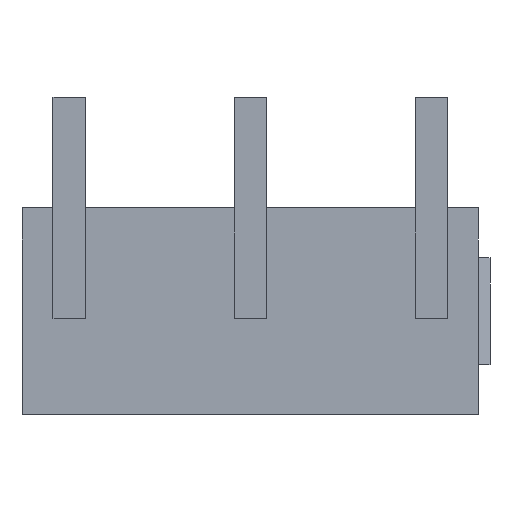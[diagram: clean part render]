
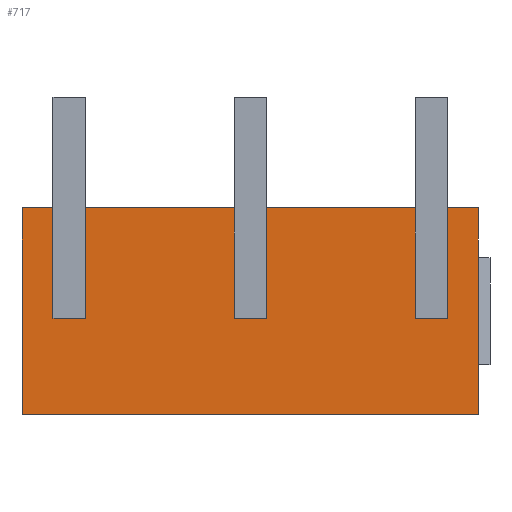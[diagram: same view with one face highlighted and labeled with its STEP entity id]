
A CAD part, front view. The second image highlights one B-rep face of the part: STEP entity #717.
In plain terms, the highlighted planar face has unit normal (0, -1, 0).
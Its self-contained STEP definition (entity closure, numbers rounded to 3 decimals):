
#275=EDGE_CURVE('',#607,#339,#764,.T.);
#295=VERTEX_POINT('',#787);
#299=EDGE_CURVE('',#315,#337,#791,.T.);
#315=VERTEX_POINT('',#809);
#319=EDGE_CURVE('',#525,#315,#813,.T.);
#337=VERTEX_POINT('',#834);
#339=VERTEX_POINT('',#836);
#345=EDGE_CURVE('',#337,#515,#842,.T.);
#353=EDGE_CURVE('',#515,#525,#850,.T.);
#371=VERTEX_POINT('',#870);
#387=EDGE_CURVE('',#673,#601,#889,.T.);
#403=VERTEX_POINT('',#906);
#429=EDGE_CURVE('',#403,#651,#934,.T.);
#443=EDGE_CURVE('',#529,#371,#949,.T.);
#455=VERTEX_POINT('',#961);
#515=VERTEX_POINT('',#1027);
#517=EDGE_CURVE('',#565,#673,#1029,.T.);
#525=VERTEX_POINT('',#1037);
#529=VERTEX_POINT('',#1041);
#533=VERTEX_POINT('',#1045);
#563=EDGE_CURVE('',#651,#295,#1079,.T.);
#565=VERTEX_POINT('',#1081);
#597=EDGE_CURVE('',#339,#529,#1123,.T.);
#601=VERTEX_POINT('',#1128);
#603=EDGE_CURVE('',#533,#565,#1130,.T.);
#607=VERTEX_POINT('',#1135);
#631=EDGE_CURVE('',#455,#403,#1159,.T.);
#633=EDGE_CURVE('',#601,#533,#1161,.T.);
#651=VERTEX_POINT('',#1180);
#661=EDGE_CURVE('',#607,#371,#1190,.T.);
#673=VERTEX_POINT('',#1204);
#695=EDGE_CURVE('',#295,#455,#1229,.T.);
#717=ADVANCED_FACE('',(#1253,#1254,#1255,#1256),#1257,.F.);
#764=LINE('',#1300,#1301);
#787=CARTESIAN_POINT('',(5.53,0.0,-0.2));
#791=LINE('',#1340,#1341);
#809=CARTESIAN_POINT('',(0.45,0.0,0.2));
#813=LINE('',#1374,#1375);
#834=CARTESIAN_POINT('',(0.45,0.0,-0.2));
#836=CARTESIAN_POINT('',(6.4,0.0,2.9));
#842=LINE('',#1416,#1417);
#850=LINE('',#1431,#1432);
#870=CARTESIAN_POINT('',(-6.4,0.0,-2.9));
#889=LINE('',#1482,#1483);
#906=CARTESIAN_POINT('',(4.63,0.0,0.2));
#934=LINE('',#1551,#1552);
#949=LINE('',#1571,#1572);
#961=CARTESIAN_POINT('',(4.63,0.0,-0.2));
#1027=CARTESIAN_POINT('',(-0.45,0.0,-0.2));
#1029=LINE('',#1685,#1686);
#1037=CARTESIAN_POINT('',(-0.45,0.0,0.2));
#1041=CARTESIAN_POINT('',(6.4,0.0,-2.9));
#1045=CARTESIAN_POINT('',(-4.63,0.0,0.2));
#1079=LINE('',#1754,#1755);
#1081=CARTESIAN_POINT('',(-4.63,0.0,-0.2));
#1123=LINE('',#1808,#1809);
#1128=CARTESIAN_POINT('',(-5.53,0.0,0.2));
#1130=LINE('',#1817,#1818);
#1135=CARTESIAN_POINT('',(-6.4,0.0,2.9));
#1159=LINE('',#1862,#1863);
#1161=LINE('',#1866,#1867);
#1180=CARTESIAN_POINT('',(5.53,0.0,0.2));
#1190=LINE('',#1908,#1909);
#1204=CARTESIAN_POINT('',(-5.53,0.0,-0.2));
#1229=LINE('',#1961,#1962);
#1253=FACE_OUTER_BOUND('',#1995,.T.);
#1254=FACE_BOUND('',#1996,.T.);
#1255=FACE_BOUND('',#1997,.T.);
#1256=FACE_BOUND('',#1998,.T.);
#1257=PLANE('',#1999);
#1300=CARTESIAN_POINT('',(0.0,0.0,2.9));
#1301=VECTOR('',#2033,1.0);
#1340=CARTESIAN_POINT('',(0.45,0.0,0.987));
#1341=VECTOR('',#2069,1.0);
#1374=CARTESIAN_POINT('',(0.225,0.0,0.2));
#1375=VECTOR('',#2091,1.0);
#1416=CARTESIAN_POINT('',(0.225,0.0,-0.2));
#1417=VECTOR('',#2129,1.0);
#1431=CARTESIAN_POINT('',(-0.45,0.0,0.987));
#1432=VECTOR('',#2135,1.0);
#1482=CARTESIAN_POINT('',(-5.53,0.0,0.987));
#1483=VECTOR('',#2185,1.0);
#1551=CARTESIAN_POINT('',(2.765,0.0,0.2));
#1552=VECTOR('',#2223,1.0);
#1571=CARTESIAN_POINT('',(0.0,0.0,-2.9));
#1572=VECTOR('',#2236,1.0);
#1685=CARTESIAN_POINT('',(-2.315,0.0,-0.2));
#1686=VECTOR('',#2310,1.0);
#1754=CARTESIAN_POINT('',(5.53,0.0,0.987));
#1755=VECTOR('',#2346,1.0);
#1808=CARTESIAN_POINT('',(6.4,0.0,0.0));
#1809=VECTOR('',#2417,1.0);
#1817=CARTESIAN_POINT('',(-4.63,0.0,0.987));
#1818=VECTOR('',#2424,1.0);
#1862=CARTESIAN_POINT('',(4.63,0.0,0.987));
#1863=VECTOR('',#2440,1.0);
#1866=CARTESIAN_POINT('',(-2.315,0.0,0.2));
#1867=VECTOR('',#2441,1.0);
#1908=CARTESIAN_POINT('',(-6.4,0.0,0.0));
#1909=VECTOR('',#2458,1.0);
#1961=CARTESIAN_POINT('',(2.765,0.0,-0.2));
#1962=VECTOR('',#2507,1.0);
#1995=EDGE_LOOP('',(#2532,#2533,#2534,#2535));
#1996=EDGE_LOOP('',(#2536,#2537,#2538,#2539));
#1997=EDGE_LOOP('',(#2540,#2541,#2542,#2543));
#1998=EDGE_LOOP('',(#2544,#2545,#2546,#2547));
#1999=AXIS2_PLACEMENT_3D('',#2548,#2549,#2550);
#2033=DIRECTION('',(1.0,0.0,0.0));
#2069=DIRECTION('',(0.,0.0,-1.0));
#2091=DIRECTION('',(1.0,0.0,0.));
#2129=DIRECTION('',(-1.0,0.0,0.));
#2135=DIRECTION('',(0.,0.0,1.0));
#2185=DIRECTION('',(0.,0.0,1.0));
#2223=DIRECTION('',(1.0,0.0,0.));
#2236=DIRECTION('',(-1.0,0.0,0.0));
#2310=DIRECTION('',(-1.0,0.0,0.));
#2346=DIRECTION('',(0.,0.0,-1.0));
#2417=DIRECTION('',(0.0,0.0,-1.0));
#2424=DIRECTION('',(0.,0.0,-1.0));
#2440=DIRECTION('',(0.,0.0,1.0));
#2441=DIRECTION('',(1.0,0.0,0.));
#2458=DIRECTION('',(0.0,0.0,-1.0));
#2507=DIRECTION('',(-1.0,0.0,0.));
#2532=ORIENTED_EDGE('',*,*,#661,.T.);
#2533=ORIENTED_EDGE('',*,*,#443,.F.);
#2534=ORIENTED_EDGE('',*,*,#597,.F.);
#2535=ORIENTED_EDGE('',*,*,#275,.F.);
#2536=ORIENTED_EDGE('',*,*,#429,.T.);
#2537=ORIENTED_EDGE('',*,*,#563,.T.);
#2538=ORIENTED_EDGE('',*,*,#695,.T.);
#2539=ORIENTED_EDGE('',*,*,#631,.T.);
#2540=ORIENTED_EDGE('',*,*,#319,.T.);
#2541=ORIENTED_EDGE('',*,*,#299,.T.);
#2542=ORIENTED_EDGE('',*,*,#345,.T.);
#2543=ORIENTED_EDGE('',*,*,#353,.T.);
#2544=ORIENTED_EDGE('',*,*,#633,.T.);
#2545=ORIENTED_EDGE('',*,*,#603,.T.);
#2546=ORIENTED_EDGE('',*,*,#517,.T.);
#2547=ORIENTED_EDGE('',*,*,#387,.T.);
#2548=CARTESIAN_POINT('',(0.0,0.0,0.0));
#2549=DIRECTION('',(0.0,1.0,0.0));
#2550=DIRECTION('',(1.0,0.0,-0.0));
